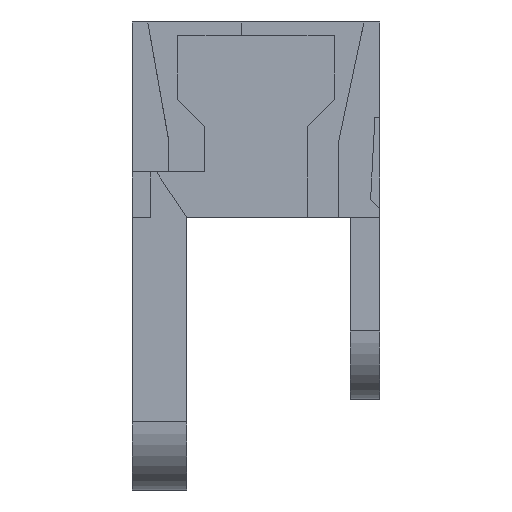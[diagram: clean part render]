
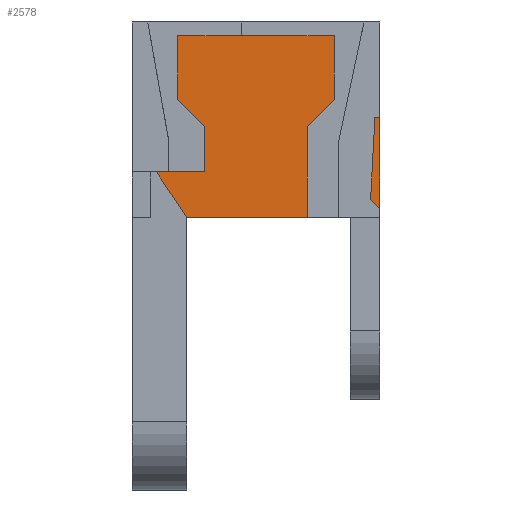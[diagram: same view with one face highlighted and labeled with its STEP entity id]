
A CAD part, left-side view. The second image highlights one B-rep face of the part: STEP entity #2578.
In plain terms, the highlighted planar face has unit normal (-1, 0, 0).
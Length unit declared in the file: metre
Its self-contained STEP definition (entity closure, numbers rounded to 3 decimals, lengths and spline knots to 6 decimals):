
#490=ORIENTED_EDGE('',*,*,#927,.F.);
#491=ORIENTED_EDGE('',*,*,#1065,.F.);
#492=ORIENTED_EDGE('',*,*,#1066,.F.);
#493=ORIENTED_EDGE('',*,*,#1067,.F.);
#494=ORIENTED_EDGE('',*,*,#933,.F.);
#495=ORIENTED_EDGE('',*,*,#1068,.F.);
#496=ORIENTED_EDGE('',*,*,#937,.T.);
#927=EDGE_CURVE('',#1247,#1249,#1492,.F.);
#933=EDGE_CURVE('',#1253,#1251,#1498,.T.);
#937=EDGE_CURVE('',#1257,#1249,#1502,.T.);
#1065=EDGE_CURVE('',#1340,#1247,#1630,.T.);
#1066=EDGE_CURVE('',#1341,#1340,#1631,.T.);
#1067=EDGE_CURVE('',#1251,#1341,#1632,.T.);
#1068=EDGE_CURVE('',#1257,#1253,#1633,.T.);
#1247=VERTEX_POINT('',#3748);
#1249=VERTEX_POINT('',#3751);
#1251=VERTEX_POINT('',#3760);
#1253=VERTEX_POINT('',#3764);
#1257=VERTEX_POINT('',#3774);
#1340=VERTEX_POINT('',#4029);
#1341=VERTEX_POINT('',#4031);
#1492=LINE('',#3750,#1812);
#1498=LINE('',#3765,#1818);
#1502=LINE('',#3773,#1822);
#1630=LINE('',#4028,#1950);
#1631=LINE('',#4030,#1951);
#1632=LINE('',#4032,#1952);
#1633=LINE('',#4033,#1953);
#1812=VECTOR('',#3066,1.);
#1818=VECTOR('',#3080,1.);
#1822=VECTOR('',#3086,1.);
#1950=VECTOR('',#3302,1.);
#1951=VECTOR('',#3303,1.);
#1952=VECTOR('',#3304,1.);
#1953=VECTOR('',#3305,1.);
#2136=EDGE_LOOP('',(#490,#491,#492,#493,#494,#495,#496));
#2314=FACE_BOUND('',#2136,.T.);
#2450=PLANE('',#2753);
#2578=ADVANCED_FACE('',(#2314),#2450,.T.);
#2753=AXIS2_PLACEMENT_3D('',#4027,#3300,#3301);
#3066=DIRECTION('',(0.,-1.,0.));
#3080=DIRECTION('',(0.,0.,-1.));
#3086=DIRECTION('',(0.,0.,-1.));
#3300=DIRECTION('',(-1.,0.,0.));
#3301=DIRECTION('',(0.,0.,1.));
#3302=DIRECTION('',(0.,0.,-1.));
#3303=DIRECTION('',(0.,-1.,0.));
#3304=DIRECTION('',(0.,0.094,-0.996));
#3305=DIRECTION('',(0.,-1.,0.));
#3748=CARTESIAN_POINT('',(0.43865,-0.024725,-0.015));
#3750=CARTESIAN_POINT('',(0.43865,-0.011488,-0.015));
#3751=CARTESIAN_POINT('',(0.43865,0.0005,-0.015));
#3760=CARTESIAN_POINT('',(0.43865,-0.022725,-0.002));
#3764=CARTESIAN_POINT('',(0.43865,-0.022725,0.005));
#3765=CARTESIAN_POINT('',(0.43865,-0.022725,0.006502));
#3773=CARTESIAN_POINT('',(0.43865,0.0005,0.006502));
#3774=CARTESIAN_POINT('',(0.43865,0.0005,0.005));
#4027=CARTESIAN_POINT('',(0.43865,-0.011488,0.006502));
#4028=CARTESIAN_POINT('',(0.43865,-0.024725,-0.004));
#4029=CARTESIAN_POINT('',(0.43865,-0.024725,-0.004));
#4030=CARTESIAN_POINT('',(0.43865,-0.023113,-0.004));
#4031=CARTESIAN_POINT('',(0.43865,-0.022537,-0.004));
#4032=CARTESIAN_POINT('',(0.43865,-0.022113,-0.0085));
#4033=CARTESIAN_POINT('',(0.43865,-0.011113,0.005));
